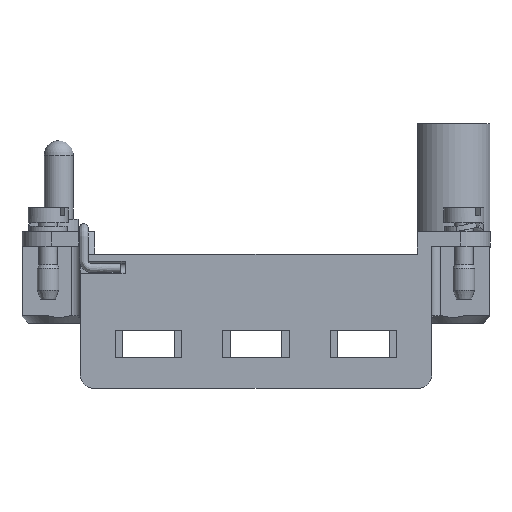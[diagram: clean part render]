
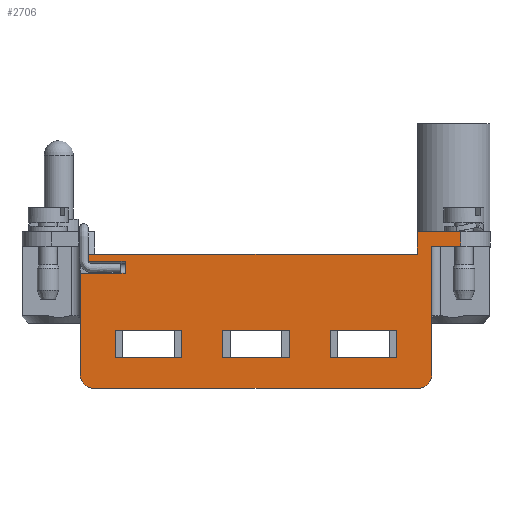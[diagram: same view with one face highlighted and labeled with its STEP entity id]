
A CAD part, front view. The second image highlights one B-rep face of the part: STEP entity #2706.
In plain terms, the highlighted planar face has unit normal (0, -1, 0).
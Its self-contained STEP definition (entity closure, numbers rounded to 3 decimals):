
#2706=ADVANCED_FACE('',(#3978,#3979,#3980,#3981),#3311,.F.);
#3311=PLANE('',#13607);
#3978=FACE_BOUND('',#4205,.T.);
#3979=FACE_BOUND('',#4206,.T.);
#3980=FACE_BOUND('',#4207,.T.);
#3981=FACE_BOUND('',#4208,.T.);
#4205=EDGE_LOOP('',(#5406,#5407,#5408,#5409));
#4206=EDGE_LOOP('',(#5410,#5411,#5412,#5413));
#4207=EDGE_LOOP('',(#5414,#5415,#5416,#5417));
#4208=EDGE_LOOP('',(#5418,#5419,#5420,#5421,#5422,#5423,#5424,#5425,#5426,
#5427,#5428,#5429,#5430,#5431,#5432,#5433));
#4930=CIRCLE('',#13605,1.88);
#4931=CIRCLE('',#13606,1.88);
#5406=ORIENTED_EDGE('',*,*,#9820,.T.);
#5407=ORIENTED_EDGE('',*,*,#9821,.T.);
#5408=ORIENTED_EDGE('',*,*,#9822,.T.);
#5409=ORIENTED_EDGE('',*,*,#9823,.T.);
#5410=ORIENTED_EDGE('',*,*,#9824,.T.);
#5411=ORIENTED_EDGE('',*,*,#9825,.T.);
#5412=ORIENTED_EDGE('',*,*,#9826,.T.);
#5413=ORIENTED_EDGE('',*,*,#9827,.T.);
#5414=ORIENTED_EDGE('',*,*,#9828,.T.);
#5415=ORIENTED_EDGE('',*,*,#9829,.T.);
#5416=ORIENTED_EDGE('',*,*,#9830,.T.);
#5417=ORIENTED_EDGE('',*,*,#9831,.T.);
#5418=ORIENTED_EDGE('',*,*,#9832,.F.);
#5419=ORIENTED_EDGE('',*,*,#9819,.F.);
#5420=ORIENTED_EDGE('',*,*,#9833,.T.);
#5421=ORIENTED_EDGE('',*,*,#9834,.F.);
#5422=ORIENTED_EDGE('',*,*,#9835,.F.);
#5423=ORIENTED_EDGE('',*,*,#9836,.T.);
#5424=ORIENTED_EDGE('',*,*,#9837,.F.);
#5425=ORIENTED_EDGE('',*,*,#9838,.F.);
#5426=ORIENTED_EDGE('',*,*,#9839,.F.);
#5427=ORIENTED_EDGE('',*,*,#9840,.F.);
#5428=ORIENTED_EDGE('',*,*,#9841,.F.);
#5429=ORIENTED_EDGE('',*,*,#9842,.F.);
#5430=ORIENTED_EDGE('',*,*,#9843,.T.);
#5431=ORIENTED_EDGE('',*,*,#9669,.T.);
#5432=ORIENTED_EDGE('',*,*,#9844,.F.);
#5433=ORIENTED_EDGE('',*,*,#9845,.F.);
#8525=VERTEX_POINT('',#17121);
#8526=VERTEX_POINT('',#17123);
#8652=VERTEX_POINT('',#17501);
#8656=VERTEX_POINT('',#17509);
#8657=VERTEX_POINT('',#17513);
#8658=VERTEX_POINT('',#17514);
#8659=VERTEX_POINT('',#17516);
#8660=VERTEX_POINT('',#17518);
#8661=VERTEX_POINT('',#17521);
#8662=VERTEX_POINT('',#17522);
#8663=VERTEX_POINT('',#17524);
#8664=VERTEX_POINT('',#17526);
#8665=VERTEX_POINT('',#17529);
#8666=VERTEX_POINT('',#17530);
#8667=VERTEX_POINT('',#17532);
#8668=VERTEX_POINT('',#17534);
#8669=VERTEX_POINT('',#17537);
#8670=VERTEX_POINT('',#17539);
#8671=VERTEX_POINT('',#17541);
#8672=VERTEX_POINT('',#17543);
#8673=VERTEX_POINT('',#17545);
#8674=VERTEX_POINT('',#17547);
#8675=VERTEX_POINT('',#17549);
#8676=VERTEX_POINT('',#17551);
#8677=VERTEX_POINT('',#17553);
#8678=VERTEX_POINT('',#17555);
#8679=VERTEX_POINT('',#17557);
#8680=VERTEX_POINT('',#17560);
#9669=EDGE_CURVE('',#8526,#8525,#11319,.T.);
#9819=EDGE_CURVE('',#8656,#8652,#11420,.T.);
#9820=EDGE_CURVE('',#8657,#8658,#11421,.T.);
#9821=EDGE_CURVE('',#8658,#8659,#11422,.T.);
#9822=EDGE_CURVE('',#8659,#8660,#11423,.T.);
#9823=EDGE_CURVE('',#8660,#8657,#11424,.T.);
#9824=EDGE_CURVE('',#8661,#8662,#11425,.T.);
#9825=EDGE_CURVE('',#8662,#8663,#11426,.T.);
#9826=EDGE_CURVE('',#8663,#8664,#11427,.T.);
#9827=EDGE_CURVE('',#8664,#8661,#11428,.T.);
#9828=EDGE_CURVE('',#8665,#8666,#11429,.T.);
#9829=EDGE_CURVE('',#8666,#8667,#11430,.T.);
#9830=EDGE_CURVE('',#8667,#8668,#11431,.T.);
#9831=EDGE_CURVE('',#8668,#8665,#11432,.T.);
#9832=EDGE_CURVE('',#8652,#8669,#11433,.T.);
#9833=EDGE_CURVE('',#8656,#8670,#11434,.T.);
#9834=EDGE_CURVE('',#8671,#8670,#11435,.T.);
#9835=EDGE_CURVE('',#8672,#8671,#11436,.T.);
#9836=EDGE_CURVE('',#8672,#8673,#11437,.T.);
#9837=EDGE_CURVE('',#8674,#8673,#4930,.T.);
#9838=EDGE_CURVE('',#8675,#8674,#11438,.T.);
#9839=EDGE_CURVE('',#8676,#8675,#4931,.T.);
#9840=EDGE_CURVE('',#8677,#8676,#11439,.T.);
#9841=EDGE_CURVE('',#8678,#8677,#11440,.T.);
#9842=EDGE_CURVE('',#8679,#8678,#11441,.T.);
#9843=EDGE_CURVE('',#8679,#8526,#11442,.T.);
#9844=EDGE_CURVE('',#8680,#8525,#11443,.T.);
#9845=EDGE_CURVE('',#8669,#8680,#11444,.T.);
#11319=LINE('',#17122,#12258);
#11420=LINE('',#17510,#12359);
#11421=LINE('',#17512,#12360);
#11422=LINE('',#17515,#12361);
#11423=LINE('',#17517,#12362);
#11424=LINE('',#17519,#12363);
#11425=LINE('',#17520,#12364);
#11426=LINE('',#17523,#12365);
#11427=LINE('',#17525,#12366);
#11428=LINE('',#17527,#12367);
#11429=LINE('',#17528,#12368);
#11430=LINE('',#17531,#12369);
#11431=LINE('',#17533,#12370);
#11432=LINE('',#17535,#12371);
#11433=LINE('',#17536,#12372);
#11434=LINE('',#17538,#12373);
#11435=LINE('',#17540,#12374);
#11436=LINE('',#17542,#12375);
#11437=LINE('',#17544,#12376);
#11438=LINE('',#17548,#12377);
#11439=LINE('',#17552,#12378);
#11440=LINE('',#17554,#12379);
#11441=LINE('',#17556,#12380);
#11442=LINE('',#17558,#12381);
#11443=LINE('',#17559,#12382);
#11444=LINE('',#17561,#12383);
#12258=VECTOR('',#14413,1.);
#12359=VECTOR('',#14618,1.);
#12360=VECTOR('',#14621,1.);
#12361=VECTOR('',#14622,1.);
#12362=VECTOR('',#14623,1.);
#12363=VECTOR('',#14624,1.);
#12364=VECTOR('',#14625,1.);
#12365=VECTOR('',#14626,1.);
#12366=VECTOR('',#14627,1.);
#12367=VECTOR('',#14628,1.);
#12368=VECTOR('',#14629,1.);
#12369=VECTOR('',#14630,1.);
#12370=VECTOR('',#14631,1.);
#12371=VECTOR('',#14632,1.);
#12372=VECTOR('',#14633,1.);
#12373=VECTOR('',#14634,1.);
#12374=VECTOR('',#14635,1.);
#12375=VECTOR('',#14636,1.);
#12376=VECTOR('',#14637,1.);
#12377=VECTOR('',#14640,1.);
#12378=VECTOR('',#14643,1.);
#12379=VECTOR('',#14644,1.);
#12380=VECTOR('',#14645,1.);
#12381=VECTOR('',#14646,1.);
#12382=VECTOR('',#14647,1.);
#12383=VECTOR('',#14648,1.);
#13605=AXIS2_PLACEMENT_3D('',#17546,#14638,#14639);
#13606=AXIS2_PLACEMENT_3D('',#17550,#14641,#14642);
#13607=AXIS2_PLACEMENT_3D('',#17562,#14649,#14650);
#14413=DIRECTION('',(-1.,0.,0.));
#14618=DIRECTION('',(0.,0.,1.));
#14621=DIRECTION('',(0.,0.,1.));
#14622=DIRECTION('',(1.,0.,0.));
#14623=DIRECTION('',(0.,0.,-1.));
#14624=DIRECTION('',(-1.,0.,0.));
#14625=DIRECTION('',(0.,0.,1.));
#14626=DIRECTION('',(1.,0.,0.));
#14627=DIRECTION('',(0.,0.,-1.));
#14628=DIRECTION('',(-1.,0.,0.));
#14629=DIRECTION('',(0.,0.,1.));
#14630=DIRECTION('',(1.,0.,0.));
#14631=DIRECTION('',(0.,0.,-1.));
#14632=DIRECTION('',(-1.,0.,0.));
#14633=DIRECTION('',(1.,0.,0.));
#14634=DIRECTION('',(1.,0.,0.));
#14635=DIRECTION('',(0.,0.,1.));
#14636=DIRECTION('',(1.,0.,0.));
#14637=DIRECTION('',(0.,0.,-1.));
#14638=DIRECTION('',(0.,1.,0.));
#14639=DIRECTION('',(-1.,0.,0.));
#14640=DIRECTION('',(-1.,0.,0.));
#14641=DIRECTION('',(0.,1.,0.));
#14642=DIRECTION('',(-1.,0.,0.));
#14643=DIRECTION('',(0.,0.,-1.));
#14644=DIRECTION('',(-1.,0.,0.));
#14645=DIRECTION('',(-1.,0.,0.));
#14646=DIRECTION('',(0.,0.,1.));
#14647=DIRECTION('',(0.,0.,1.));
#14648=DIRECTION('',(1.,0.,0.));
#14649=DIRECTION('',(0.,1.,0.));
#14650=DIRECTION('',(0.,0.,-1.));
#17121=CARTESIAN_POINT('',(22.1,-17.2,2.));
#17122=CARTESIAN_POINT('',(22.1,-17.2,2.));
#17123=CARTESIAN_POINT('',(28.075,-17.2,2.));
#17501=CARTESIAN_POINT('',(-22.95,-17.2,-1.1));
#17509=CARTESIAN_POINT('',(-22.95,-17.2,-2.037));
#17510=CARTESIAN_POINT('',(-22.95,-17.2,2.));
#17512=CARTESIAN_POINT('',(-19.25,-17.2,-19.5));
#17513=CARTESIAN_POINT('',(-19.25,-17.2,-15.3));
#17514=CARTESIAN_POINT('',(-19.25,-17.2,-11.5));
#17515=CARTESIAN_POINT('',(-24.1,-17.2,-11.5));
#17516=CARTESIAN_POINT('',(-10.15,-17.2,-11.5));
#17517=CARTESIAN_POINT('',(-10.15,-17.2,-19.5));
#17518=CARTESIAN_POINT('',(-10.15,-17.2,-15.3));
#17519=CARTESIAN_POINT('',(-24.1,-17.2,-15.3));
#17520=CARTESIAN_POINT('',(10.15,-17.2,-19.5));
#17521=CARTESIAN_POINT('',(10.15,-17.2,-15.3));
#17522=CARTESIAN_POINT('',(10.15,-17.2,-11.5));
#17523=CARTESIAN_POINT('',(-24.1,-17.2,-11.5));
#17524=CARTESIAN_POINT('',(19.25,-17.2,-11.5));
#17525=CARTESIAN_POINT('',(19.25,-17.2,-19.5));
#17526=CARTESIAN_POINT('',(19.25,-17.2,-15.3));
#17527=CARTESIAN_POINT('',(-24.1,-17.2,-15.3));
#17528=CARTESIAN_POINT('',(-4.55,-17.2,-19.5));
#17529=CARTESIAN_POINT('',(-4.55,-17.2,-15.3));
#17530=CARTESIAN_POINT('',(-4.55,-17.2,-11.5));
#17531=CARTESIAN_POINT('',(-24.1,-17.2,-11.5));
#17532=CARTESIAN_POINT('',(4.55,-17.2,-11.5));
#17533=CARTESIAN_POINT('',(4.55,-17.2,-19.5));
#17534=CARTESIAN_POINT('',(4.55,-17.2,-15.3));
#17535=CARTESIAN_POINT('',(-24.1,-17.2,-15.3));
#17536=CARTESIAN_POINT('',(-24.3,-17.2,-1.1));
#17537=CARTESIAN_POINT('',(-22.1,-17.2,-1.1));
#17538=CARTESIAN_POINT('',(-24.3,-17.2,-2.037));
#17539=CARTESIAN_POINT('',(-17.95,-17.2,-2.037));
#17540=CARTESIAN_POINT('',(-17.95,-17.2,-3.7));
#17541=CARTESIAN_POINT('',(-17.95,-17.2,-3.7));
#17542=CARTESIAN_POINT('',(-22.95,-17.2,-3.7));
#17543=CARTESIAN_POINT('',(-24.1,-17.2,-3.7));
#17544=CARTESIAN_POINT('',(-24.1,-17.2,-3.816));
#17545=CARTESIAN_POINT('',(-24.1,-17.2,-17.62));
#17546=CARTESIAN_POINT('',(-22.22,-17.2,-17.62));
#17547=CARTESIAN_POINT('',(-22.22,-17.2,-19.5));
#17548=CARTESIAN_POINT('',(-24.1,-17.2,-19.5));
#17549=CARTESIAN_POINT('',(22.22,-17.2,-19.5));
#17550=CARTESIAN_POINT('',(22.22,-17.2,-17.62));
#17551=CARTESIAN_POINT('',(24.1,-17.2,-17.62));
#17552=CARTESIAN_POINT('',(24.1,-17.2,-3.816));
#17553=CARTESIAN_POINT('',(24.1,-17.2,0.));
#17554=CARTESIAN_POINT('',(0.,-17.2,0.));
#17555=CARTESIAN_POINT('',(24.978,-17.2,0.));
#17556=CARTESIAN_POINT('',(32.075,-17.2,0.));
#17557=CARTESIAN_POINT('',(28.075,-17.2,0.));
#17558=CARTESIAN_POINT('',(28.075,-17.2,-19.5));
#17559=CARTESIAN_POINT('',(22.1,-17.2,-19.5));
#17560=CARTESIAN_POINT('',(22.1,-17.2,-1.1));
#17561=CARTESIAN_POINT('',(-24.1,-17.2,-1.1));
#17562=CARTESIAN_POINT('',(-24.1,-17.2,-19.5));
